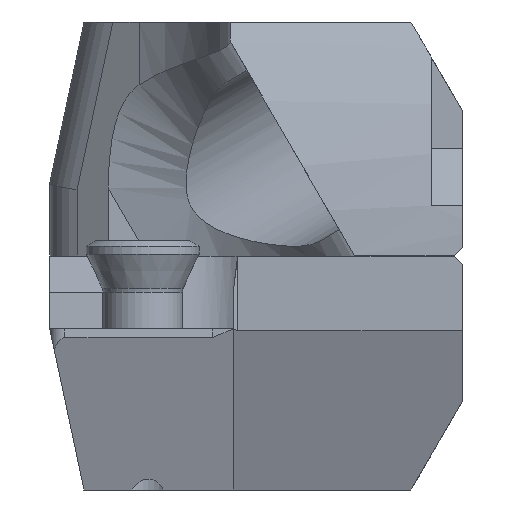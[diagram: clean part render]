
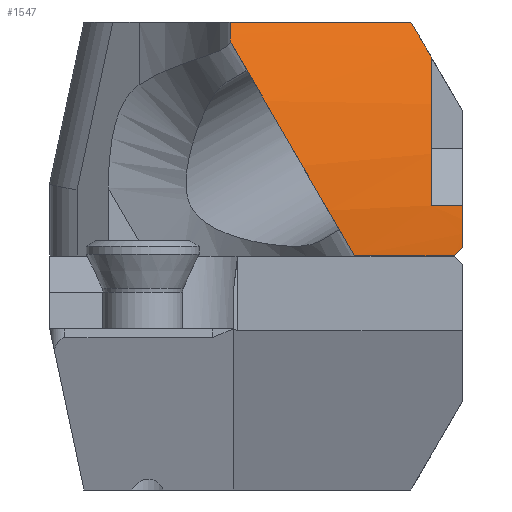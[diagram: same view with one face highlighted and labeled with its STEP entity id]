
A CAD part, left-side view. The second image highlights one B-rep face of the part: STEP entity #1547.
In plain terms, the highlighted cylindrical face has radius 24.511 mm (diameter 49.022 mm), a partial arc.
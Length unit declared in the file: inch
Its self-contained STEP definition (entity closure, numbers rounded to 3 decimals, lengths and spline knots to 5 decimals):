
#49=ELLIPSE('',#1752,1.36472,0.965);
#54=ELLIPSE('',#1775,1.11429,0.965);
#55=ELLIPSE('',#1777,1.11429,0.965);
#142=CYLINDRICAL_SURFACE('',#1773,0.965);
#214=FACE_OUTER_BOUND('',#299,.T.);
#299=EDGE_LOOP('',(#1379,#1380,#1381,#1382,#1383,#1384,#1385,#1386,#1387));
#354=LINE('',#2513,#482);
#400=LINE('',#2640,#528);
#423=LINE('',#2719,#551);
#482=VECTOR('',#2005,0.3937);
#528=VECTOR('',#2119,0.3937);
#551=VECTOR('',#2212,0.3937);
#634=CIRCLE('',#1769,0.965);
#635=CIRCLE('',#1774,0.965);
#636=CIRCLE('',#1776,0.965);
#704=VERTEX_POINT('',#2510);
#705=VERTEX_POINT('',#2512);
#751=VERTEX_POINT('',#2637);
#752=VERTEX_POINT('',#2639);
#759=VERTEX_POINT('',#2670);
#768=VERTEX_POINT('',#2705);
#770=VERTEX_POINT('',#2708);
#773=VERTEX_POINT('',#2716);
#774=VERTEX_POINT('',#2727);
#878=EDGE_CURVE('',#704,#705,#354,.T.);
#942=EDGE_CURVE('',#752,#751,#400,.T.);
#958=EDGE_CURVE('',#759,#704,#49,.T.);
#976=EDGE_CURVE('',#770,#768,#634,.T.);
#982=EDGE_CURVE('',#773,#770,#423,.T.);
#985=EDGE_CURVE('',#759,#773,#635,.T.);
#986=EDGE_CURVE('',#768,#752,#54,.T.);
#987=EDGE_CURVE('',#751,#774,#636,.T.);
#988=EDGE_CURVE('',#774,#705,#55,.T.);
#1379=ORIENTED_EDGE('',*,*,#958,.F.);
#1380=ORIENTED_EDGE('',*,*,#985,.T.);
#1381=ORIENTED_EDGE('',*,*,#982,.T.);
#1382=ORIENTED_EDGE('',*,*,#976,.T.);
#1383=ORIENTED_EDGE('',*,*,#986,.T.);
#1384=ORIENTED_EDGE('',*,*,#942,.T.);
#1385=ORIENTED_EDGE('',*,*,#987,.T.);
#1386=ORIENTED_EDGE('',*,*,#988,.T.);
#1387=ORIENTED_EDGE('',*,*,#878,.F.);
#1547=ADVANCED_FACE('',(#214),#142,.T.);
#1752=AXIS2_PLACEMENT_3D('',#2671,#2159,#2160);
#1769=AXIS2_PLACEMENT_3D('',#2709,#2203,#2204);
#1773=AXIS2_PLACEMENT_3D('',#2724,#2219,#2220);
#1774=AXIS2_PLACEMENT_3D('',#2725,#2221,#2222);
#1775=AXIS2_PLACEMENT_3D('',#2726,#2223,#2224);
#1776=AXIS2_PLACEMENT_3D('',#2728,#2225,#2226);
#1777=AXIS2_PLACEMENT_3D('',#2729,#2227,#2228);
#2005=DIRECTION('',(0.,1.,0.));
#2119=DIRECTION('',(0.,1.,0.));
#2159=DIRECTION('center_axis',(0.,-0.707,0.707));
#2160=DIRECTION('ref_axis',(0.,-0.707,-0.707));
#2203=DIRECTION('center_axis',(0.,1.,0.));
#2204=DIRECTION('ref_axis',(1.,0.,0.));
#2212=DIRECTION('',(0.,1.,0.));
#2219=DIRECTION('center_axis',(0.,1.,0.));
#2220=DIRECTION('ref_axis',(1.,0.,0.));
#2221=DIRECTION('center_axis',(0.,1.,0.));
#2222=DIRECTION('ref_axis',(1.,0.,0.));
#2223=DIRECTION('center_axis',(0.,0.866,0.5));
#2224=DIRECTION('ref_axis',(0.,0.5,-0.866));
#2225=DIRECTION('center_axis',(0.,-1.,0.));
#2226=DIRECTION('ref_axis',(1.,0.,0.));
#2227=DIRECTION('center_axis',(0.,-0.866,
-0.5));
#2228=DIRECTION('ref_axis',(0.,0.5,-0.866));
#2510=CARTESIAN_POINT('',(0.965,0.02,0.));
#2512=CARTESIAN_POINT('',(0.965,0.267,0.));
#2513=CARTESIAN_POINT('',(0.965,0.,0.));
#2637=CARTESIAN_POINT('',(0.772,0.574,-0.579));
#2639=CARTESIAN_POINT('',(0.772,0.12702,-0.579));
#2640=CARTESIAN_POINT('',(0.772,0.,-0.579));
#2670=CARTESIAN_POINT('',(0.96479,0.,-0.02));
#2671=CARTESIAN_POINT('Origin',(0.,0.02,0.));
#2705=CARTESIAN_POINT('',(0.82994,0.077,-0.49237));
#2708=CARTESIAN_POINT('',(0.95685,0.077,-0.12515));
#2709=CARTESIAN_POINT('Origin',(0.,0.077,0.));
#2716=CARTESIAN_POINT('',(0.95685,0.,-0.12515));
#2719=CARTESIAN_POINT('',(0.95685,0.,-0.12515));
#2724=CARTESIAN_POINT('Origin',(0.,0.,0.));
#2725=CARTESIAN_POINT('Origin',(0.,0.,0.));
#2726=CARTESIAN_POINT('Origin',(0.,-0.20727,0.));
#2727=CARTESIAN_POINT('',(0.80528,0.574,-0.53174));
#2728=CARTESIAN_POINT('Origin',(0.,0.574,0.));
#2729=CARTESIAN_POINT('Origin',(0.,0.267,0.));
